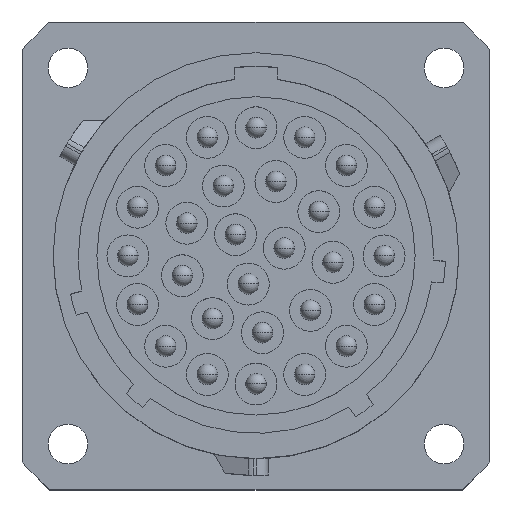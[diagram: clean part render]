
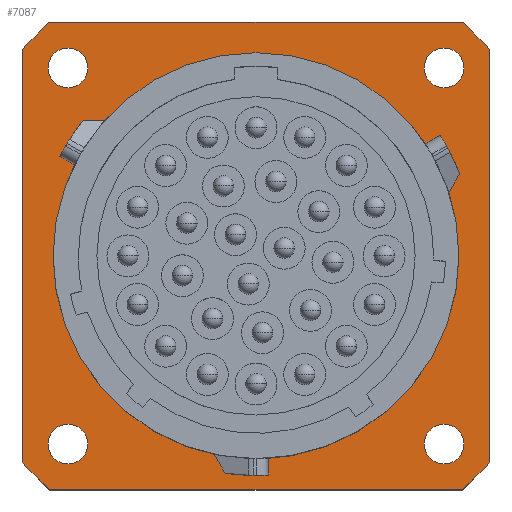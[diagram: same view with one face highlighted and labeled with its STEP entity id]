
A CAD part, top view. The second image highlights one B-rep face of the part: STEP entity #7087.
In plain terms, the highlighted planar face has unit normal (0, 0, 1).
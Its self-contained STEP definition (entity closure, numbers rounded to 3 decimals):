
#276=CARTESIAN_POINT('',(0.,0.,0.));
#277=DIRECTION('',(0.,0.,-1.));
#278=DIRECTION('',(0.661,0.751,0.));
#279=AXIS2_PLACEMENT_3D('',#276,#277,#278);
#281=CARTESIAN_POINT('',(0.,0.,0.));
#282=DIRECTION('',(0.,0.,-1.));
#283=DIRECTION('',(0.751,-0.661,0.));
#284=AXIS2_PLACEMENT_3D('',#281,#282,#283);
#286=CARTESIAN_POINT('',(0.,0.,0.));
#287=DIRECTION('',(0.,0.,-1.));
#288=DIRECTION('',(-0.661,-0.751,0.));
#289=AXIS2_PLACEMENT_3D('',#286,#287,#288);
#291=CARTESIAN_POINT('',(0.,0.,0.));
#292=DIRECTION('',(0.,0.,-1.));
#293=DIRECTION('',(-0.751,0.661,0.));
#294=AXIS2_PLACEMENT_3D('',#291,#292,#293);
#296=CARTESIAN_POINT('',(0.,0.,0.));
#297=DIRECTION('',(0.,0.,1.));
#298=DIRECTION('',(1.,0.,0.));
#299=AXIS2_PLACEMENT_3D('',#296,#297,#298);
#301=CARTESIAN_POINT('',(0.,0.,0.));
#302=DIRECTION('',(0.,0.,1.));
#303=DIRECTION('',(-1.,0.,0.));
#304=AXIS2_PLACEMENT_3D('',#301,#302,#303);
#306=CARTESIAN_POINT('',(14.68,14.68,0.));
#307=DIRECTION('',(0.,0.,1.));
#308=DIRECTION('',(1.,0.,0.));
#309=AXIS2_PLACEMENT_3D('',#306,#307,#308);
#311=CARTESIAN_POINT('',(14.68,14.68,0.));
#312=DIRECTION('',(0.,0.,1.));
#313=DIRECTION('',(-1.,0.,0.));
#314=AXIS2_PLACEMENT_3D('',#311,#312,#313);
#316=CARTESIAN_POINT('',(14.68,-14.68,0.));
#317=DIRECTION('',(0.,0.,1.));
#318=DIRECTION('',(1.,0.,0.));
#319=AXIS2_PLACEMENT_3D('',#316,#317,#318);
#321=CARTESIAN_POINT('',(14.68,-14.68,0.));
#322=DIRECTION('',(0.,0.,1.));
#323=DIRECTION('',(-1.,0.,0.));
#324=AXIS2_PLACEMENT_3D('',#321,#322,#323);
#326=CARTESIAN_POINT('',(-14.68,-14.68,0.));
#327=DIRECTION('',(0.,0.,1.));
#328=DIRECTION('',(1.,0.,0.));
#329=AXIS2_PLACEMENT_3D('',#326,#327,#328);
#331=CARTESIAN_POINT('',(-14.68,-14.68,0.));
#332=DIRECTION('',(0.,0.,1.));
#333=DIRECTION('',(-1.,0.,0.));
#334=AXIS2_PLACEMENT_3D('',#331,#332,#333);
#336=CARTESIAN_POINT('',(-14.68,14.68,0.));
#337=DIRECTION('',(0.,0.,1.));
#338=DIRECTION('',(1.,0.,0.));
#339=AXIS2_PLACEMENT_3D('',#336,#337,#338);
#341=CARTESIAN_POINT('',(-14.68,14.68,0.));
#342=DIRECTION('',(0.,0.,1.));
#343=DIRECTION('',(-1.,0.,0.));
#344=AXIS2_PLACEMENT_3D('',#341,#342,#343);
#346=DIRECTION('',(-1.,0.,0.));
#347=VECTOR('',#346,32.157);
#348=CARTESIAN_POINT('',(16.079,18.26,0.));
#349=LINE('',#348,#347);
#444=DIRECTION('',(0.,-1.,0.));
#445=VECTOR('',#444,32.157);
#446=CARTESIAN_POINT('',(-18.26,16.079,0.));
#447=LINE('',#446,#445);
#456=DIRECTION('',(1.,0.,0.));
#457=VECTOR('',#456,32.157);
#458=CARTESIAN_POINT('',(-16.079,-18.26,0.));
#459=LINE('',#458,#457);
#468=DIRECTION('',(0.,1.,0.));
#469=VECTOR('',#468,32.157);
#470=CARTESIAN_POINT('',(18.26,-16.079,0.));
#471=LINE('',#470,#469);
#5703=CARTESIAN_POINT('',(15.84,0.,0.));
#5704=VERTEX_POINT('',#5703);
#5705=CARTESIAN_POINT('',(-15.84,0.,0.));
#5706=VERTEX_POINT('',#5705);
#5752=CARTESIAN_POINT('',(16.079,18.26,0.));
#5753=CARTESIAN_POINT('',(-16.079,18.26,0.));
#5754=VERTEX_POINT('',#5752);
#5755=VERTEX_POINT('',#5753);
#5756=CARTESIAN_POINT('',(18.26,16.079,0.));
#5757=VERTEX_POINT('',#5756);
#5758=CARTESIAN_POINT('',(18.26,-16.079,0.));
#5759=VERTEX_POINT('',#5758);
#5760=CARTESIAN_POINT('',(16.079,-18.26,0.));
#5761=VERTEX_POINT('',#5760);
#5762=CARTESIAN_POINT('',(-16.079,-18.26,0.));
#5763=VERTEX_POINT('',#5762);
#5764=CARTESIAN_POINT('',(-18.26,-16.079,0.));
#5765=VERTEX_POINT('',#5764);
#5766=CARTESIAN_POINT('',(-18.26,16.079,0.));
#5767=VERTEX_POINT('',#5766);
#5768=CARTESIAN_POINT('',(16.23,14.68,0.));
#5769=CARTESIAN_POINT('',(13.13,14.68,0.));
#5770=VERTEX_POINT('',#5768);
#5771=VERTEX_POINT('',#5769);
#5772=CARTESIAN_POINT('',(16.23,-14.68,0.));
#5773=CARTESIAN_POINT('',(13.13,-14.68,0.));
#5774=VERTEX_POINT('',#5772);
#5775=VERTEX_POINT('',#5773);
#5776=CARTESIAN_POINT('',(-13.13,-14.68,0.));
#5777=CARTESIAN_POINT('',(-16.23,-14.68,0.));
#5778=VERTEX_POINT('',#5776);
#5779=VERTEX_POINT('',#5777);
#5780=CARTESIAN_POINT('',(-13.13,14.68,0.));
#5781=CARTESIAN_POINT('',(-16.23,14.68,0.));
#5782=VERTEX_POINT('',#5780);
#5783=VERTEX_POINT('',#5781);
#7036=CARTESIAN_POINT('',(0.,0.,0.));
#7037=DIRECTION('',(0.,0.,-1.));
#7038=DIRECTION('',(-1.,0.,0.));
#7039=AXIS2_PLACEMENT_3D('',#7036,#7037,#7038);
#7040=PLANE('',#7039);
#7042=ORIENTED_EDGE('',*,*,#7041,.F.);
#7044=ORIENTED_EDGE('',*,*,#7043,.T.);
#7046=ORIENTED_EDGE('',*,*,#7045,.F.);
#7048=ORIENTED_EDGE('',*,*,#7047,.T.);
#7050=ORIENTED_EDGE('',*,*,#7049,.F.);
#7052=ORIENTED_EDGE('',*,*,#7051,.T.);
#7054=ORIENTED_EDGE('',*,*,#7053,.F.);
#7056=ORIENTED_EDGE('',*,*,#7055,.T.);
#7057=EDGE_LOOP('',(#7042,#7044,#7046,#7048,#7050,#7052,#7054,#7056));
#7058=FACE_OUTER_BOUND('',#7057,.F.);
#7059=ORIENTED_EDGE('',*,*,#6987,.T.);
#7060=ORIENTED_EDGE('',*,*,#6949,.T.);
#7061=EDGE_LOOP('',(#7059,#7060));
#7062=FACE_BOUND('',#7061,.F.);
#7064=ORIENTED_EDGE('',*,*,#7063,.T.);
#7066=ORIENTED_EDGE('',*,*,#7065,.T.);
#7067=EDGE_LOOP('',(#7064,#7066));
#7068=FACE_BOUND('',#7067,.F.);
#7070=ORIENTED_EDGE('',*,*,#7069,.T.);
#7072=ORIENTED_EDGE('',*,*,#7071,.T.);
#7073=EDGE_LOOP('',(#7070,#7072));
#7074=FACE_BOUND('',#7073,.F.);
#7076=ORIENTED_EDGE('',*,*,#7075,.T.);
#7078=ORIENTED_EDGE('',*,*,#7077,.T.);
#7079=EDGE_LOOP('',(#7076,#7078));
#7080=FACE_BOUND('',#7079,.F.);
#7082=ORIENTED_EDGE('',*,*,#7081,.T.);
#7084=ORIENTED_EDGE('',*,*,#7083,.T.);
#7085=EDGE_LOOP('',(#7082,#7084));
#7086=FACE_BOUND('',#7085,.F.);
#7087=ADVANCED_FACE('',(#7058,#7062,#7068,#7074,#7080,#7086),#7040,.F.);
#280=CIRCLE('',#279,24.33);
#285=CIRCLE('',#284,24.33);
#290=CIRCLE('',#289,24.33);
#295=CIRCLE('',#294,24.33);
#300=CIRCLE('',#299,15.84);
#305=CIRCLE('',#304,15.84);
#310=CIRCLE('',#309,1.55);
#315=CIRCLE('',#314,1.55);
#320=CIRCLE('',#319,1.55);
#325=CIRCLE('',#324,1.55);
#330=CIRCLE('',#329,1.55);
#335=CIRCLE('',#334,1.55);
#340=CIRCLE('',#339,1.55);
#345=CIRCLE('',#344,1.55);
#6949=EDGE_CURVE('',#5706,#5704,#305,.T.);
#6987=EDGE_CURVE('',#5704,#5706,#300,.T.);
#7041=EDGE_CURVE('',#5754,#5755,#349,.T.);
#7043=EDGE_CURVE('',#5754,#5757,#280,.T.);
#7045=EDGE_CURVE('',#5759,#5757,#471,.T.);
#7047=EDGE_CURVE('',#5759,#5761,#285,.T.);
#7049=EDGE_CURVE('',#5763,#5761,#459,.T.);
#7051=EDGE_CURVE('',#5763,#5765,#290,.T.);
#7053=EDGE_CURVE('',#5767,#5765,#447,.T.);
#7055=EDGE_CURVE('',#5767,#5755,#295,.T.);
#7063=EDGE_CURVE('',#5770,#5771,#310,.T.);
#7065=EDGE_CURVE('',#5771,#5770,#315,.T.);
#7069=EDGE_CURVE('',#5774,#5775,#320,.T.);
#7071=EDGE_CURVE('',#5775,#5774,#325,.T.);
#7075=EDGE_CURVE('',#5778,#5779,#330,.T.);
#7077=EDGE_CURVE('',#5779,#5778,#335,.T.);
#7081=EDGE_CURVE('',#5782,#5783,#340,.T.);
#7083=EDGE_CURVE('',#5783,#5782,#345,.T.);
